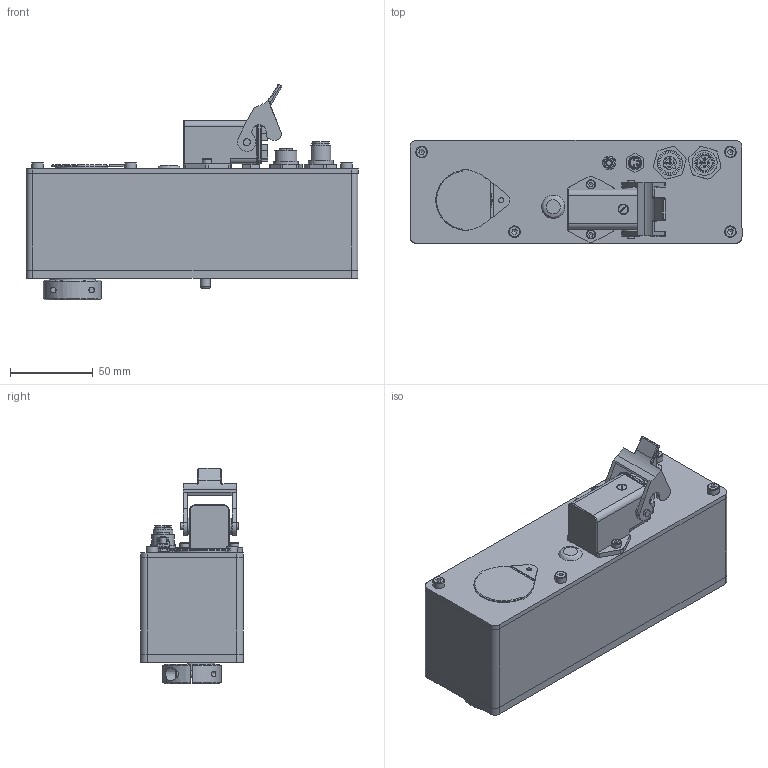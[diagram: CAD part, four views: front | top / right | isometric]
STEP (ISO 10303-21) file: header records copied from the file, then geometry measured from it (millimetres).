
FILE_DESCRIPTION((''),'2;1');
FILE_NAME('PSE3410-14 PSE3418-14.stp','2010-11-12T10:33:47',('ewolf'),(''),'Autodesk Inventor 2010','Autodesk Inventor 2010','');
FILE_SCHEMA(('AUTOMOTIVE_DESIGN { 1 0 10303 214 1 1 1 1 }'));
Length unit declared in the file: millimetre
Products named in the file (35): 7300.009063MB; 1020.003503MH; 1010.002413MB; 1020.003833MC; 3090.000794M; DIN 912 - ersetzt durch DIN EN ISO 4762 M4 x 8; 3090.000729M; 3030.004629M; ENG-001246; ENG-001247; ENG-001249; DIN 963 - ersetzt durch DIN EN ISO 2009 M3 x 5; ENG-00124A; DIN 912 - ersetzt durch DIN EN ISO 4762 M3 x 8; 3030.003989M; ENG-000650; ENG-000651; DIN 6797 A A 4,3; DIN 439-2 - ersetzt durch DIN EN 24035/28675 M4; 1190.000484M; 3030.004019M; ENG-000687; ENG-000688; 3030.004029M; ENG-000690; ENG-000691; 1190.000434MC; ENG-000584; DIN 625 SKF 61805; 2000.002519M; 2210.000739M; 1200.002034M; DIN 912 - ersetzt durch DIN EN ISO 4762 M4 x 16; 1290.001994MA; 1200.006754MB
Assembly tree (53 placements, depth 3):
  7300.009063MB
    1020.003503MH
    1010.002413MB
    1020.003833MC
    3090.000794M
    DIN 912 - ersetzt durch DIN EN ISO 4762 M4 x 8  x4
    3090.000729M
    3030.004629M
      ENG-001246
      ENG-001247
      ENG-001249
      DIN 963 - ersetzt durch DIN EN ISO 2009 M3 x 5
      ENG-00124A
    DIN 912 - ersetzt durch DIN EN ISO 4762 M3 x 8  x5
    3030.003989M
      ENG-000650
      ENG-000651
    DIN 6797 A A 4,3  x2
    DIN 439-2 - ersetzt durch DIN EN 24035/28675 M4  x2
    1190.000484M
    3030.004019M
      ENG-000687
      ENG-000688
    3030.004029M
      ENG-000690
      ENG-000691
    1190.000434MC
    ENG-000584
    DIN 625 SKF 61805
    2000.002519M  x10
    2210.000739M
    1200.002034M
    DIN 912 - ersetzt durch DIN EN ISO 4762 M4 x 16  x2
    1290.001994MA
    1200.006754MB
Bounding box: 200 x 62 x 130.06 mm (x, y, z)
Volume: 199730.4 mm3; surface area: 164382.9 mm2
Topology: 49 solids, 49 shells, 2141 faces, 5317 edges, 3483 vertices
Faces by surface type: plane 1378, cylinder 541, torus 74, cone 66, bspline 53, sphere 29
Full cylindrical faces by diameter (mm): 0.6 x4, 1 x28, 1.5 x10, 1.6 x15, 3 x9, 3.96 x1, 4 x24, 4.1 x1, 4.2 x2, 4.3 x2, 4.5 x5, 4.87 x2, 5 x8, 5.5 x5, 5.8 x1, 5.9 x1, 6 x4, 6.2 x1, 6.4 x1, 6.8 x2, 7 x16, 7.2 x1, 7.5 x1, 8 x17, 8.1 x1, 8.2 x1, 9.2 x1, 9.5 x2, 10 x1, 10.2 x1
Entity records: 56072 total; most frequent: CARTESIAN_POINT 11820, DIRECTION 9090, ORIENTED_EDGE 8468, EDGE_CURVE 4234, AXIS2_PLACEMENT_3D 3164, VERTEX_POINT 2929, VECTOR 2762, LINE 2762
